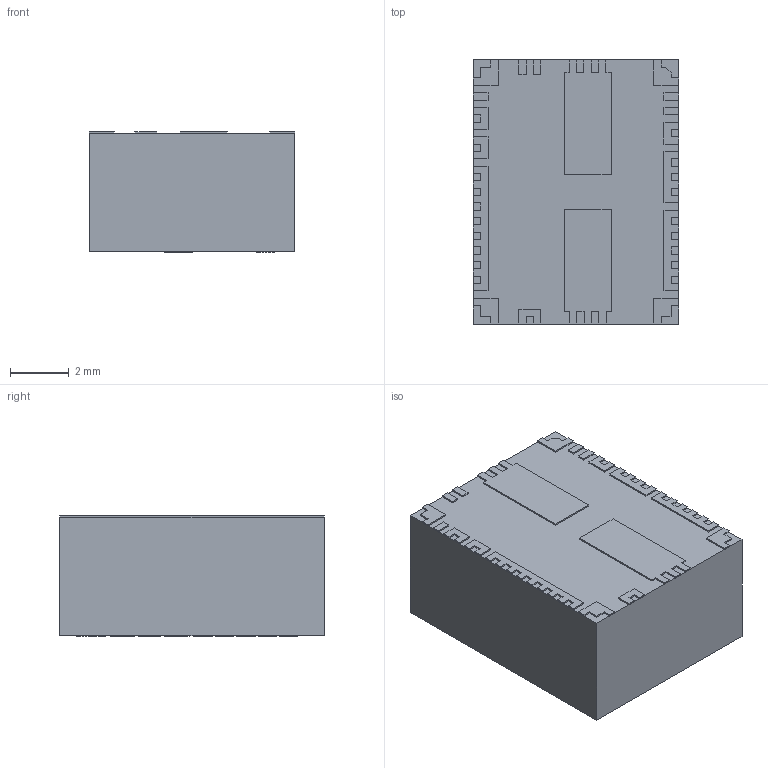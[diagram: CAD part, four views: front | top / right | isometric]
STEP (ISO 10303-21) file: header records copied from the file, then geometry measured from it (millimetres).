
FILE_DESCRIPTION (( 'STEP AP214' ), '1' );
FILE_NAME ('User Library-LMZM33602.STEP', '2019-11-08T19:04:31', ( '' ), ( '' ), 'SwSTEP 2.0', 'SolidWorks 2019', '' );
FILE_SCHEMA (( 'AUTOMOTIVE_DESIGN' ));
Length unit declared in the file: millimetre
Products named in the file (6): Pad004; User Library-LMZM33602; ShapeString; Cylinder; Cube; Pad
Assembly tree (5 placements, depth 2):
  User Library-LMZM33602
    Pad
    Cube
    Cylinder
    Pad004
    ShapeString
Bounding box: 7 x 9.01 x 4.11 mm (x, y, z)
Volume: 256.4 mm3; surface area: 306.5 mm2
Topology: 29 solids, 38 shells, 444 faces, 1309 edges, 932 vertices
Faces by surface type: plane 318, bspline 124, cylinder 2
Entity records: 20409 total; most frequent: CARTESIAN_POINT 4411, ORIENTED_EDGE 2440, DIRECTION 1606, EDGE_CURVE 1309, LINE 940, VECTOR 940, VERTEX_POINT 932, UNCERTAINTY_MEASURE_WITH_UNIT 475
